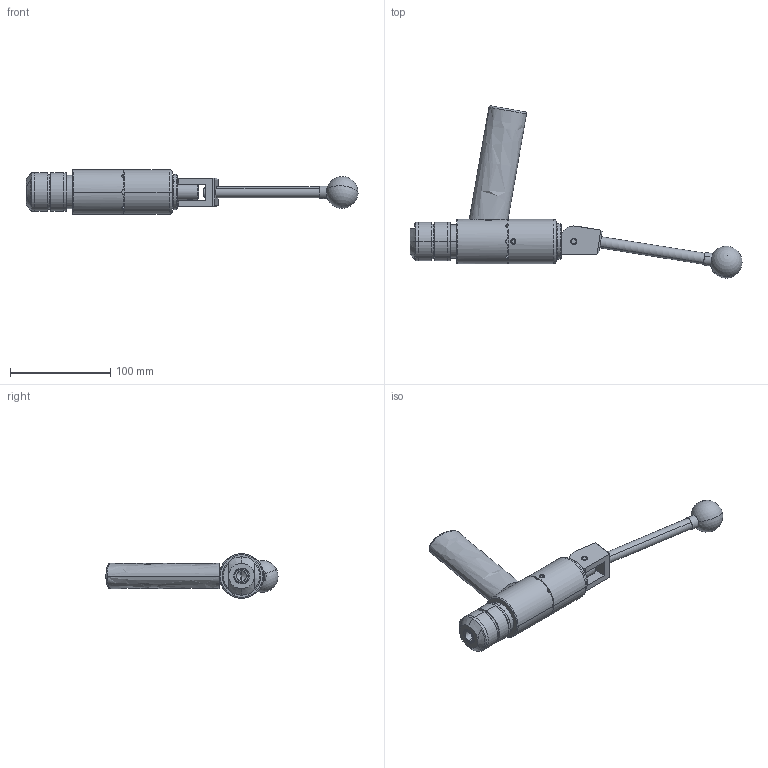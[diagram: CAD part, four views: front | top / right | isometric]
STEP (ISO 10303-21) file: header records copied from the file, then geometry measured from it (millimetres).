
FILE_DESCRIPTION (( 'STEP AP214' ), '1' );
FILE_NAME ('CTSC-003585.STEP', '2025-05-28T14:19:53', ( '' ), ( '' ), 'SwSTEP 2.0', 'SolidWorks 2023', '' );
FILE_SCHEMA (( 'AUTOMOTIVE_DESIGN' ));
Length unit declared in the file: inch
Products named in the file (1): CTSC-003585
Bounding box: 331.23 x 171.73 x 44.45 mm (x, y, z)
Volume: 317810.2 mm3; surface area: 83541.6 mm2
Topology: 12 solids, 12 shells, 305 faces, 732 edges, 463 vertices
Faces by surface type: cylinder 125, plane 110, cone 45, torus 16, bspline 7, sphere 2
Entity records: 15077 total; most frequent: CARTESIAN_POINT 4095, DIRECTION 1474, ORIENTED_EDGE 1438, EDGE_CURVE 719, AXIS2_PLACEMENT_3D 587, VERTEX_POINT 458, EDGE_LOOP 347, LENGTH_MEASURE_WITH_UNIT 307
